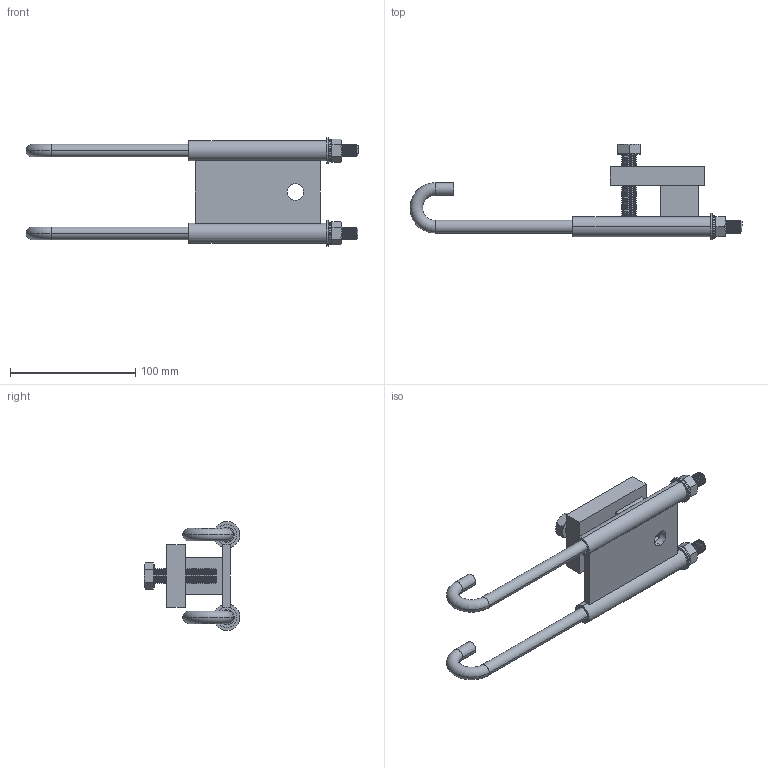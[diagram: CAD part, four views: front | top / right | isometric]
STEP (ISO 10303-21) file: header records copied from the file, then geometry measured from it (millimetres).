
FILE_DESCRIPTION (( 'STEP AP203' ), '1' );
FILE_NAME ('T29801.STEP', '2018-07-19T13:10:19', ( '' ), ( '' ), 'SwSTEP 2.0', 'SolidWorks 2016', '' );
FILE_SCHEMA (( 'CONFIG_CONTROL_DESIGN' ));
Length unit declared in the file: millimetre
Products named in the file (12): Single Coil Rectangular Section Spring Washer_Doughty Fastners_M10 Spring Washer; TH669; Hex Bolt_ISO 4016 - M12 x 50 x 50-WS; T29801; Hex Nut Style 1 GradeAB_Doughty Fastners_M10 FULL NUT; TH670; 16 X 2 CHS X 110 LG; 30 X 30 X 3 SHS X 30 LG; Doughty Sticker Small (B0004); F1087; TH015; B Washer_M10 B WASHER (F892)
Assembly tree (16 placements, depth 3):
  T29801
    TH015
      TH670
      30 X 30 X 3 SHS X 30 LG
      TH669
      16 X 2 CHS X 110 LG  x2
    F1087  x2
    Doughty Sticker Small (B0004)
    Hex Bolt_ISO 4016 - M12 x 50 x 50-WS
    B Washer_M10 B WASHER (F892)  x2
    Single Coil Rectangular Section Spring Washer_Doughty Fastners_M10 Spring Washer  x2
    Hex Nut Style 1 GradeAB_Doughty Fastners_M10 FULL NUT  x2
Bounding box: 265 x 76.45 x 87 mm (x, y, z)
Volume: 169170.3 mm3; surface area: 82818.3 mm2
Topology: 15 solids, 15 shells, 1043 faces, 2306 edges, 1304 vertices
Faces by surface type: cone 548, cylinder 316, plane 132, bspline 35, torus 12
Entity records: 22872 total; most frequent: CARTESIAN_POINT 5638, DIRECTION 3540, ORIENTED_EDGE 3188, EDGE_CURVE 1594, AXIS2_PLACEMENT_3D 1384, VERTEX_POINT 934, VECTOR 772, LINE 772
